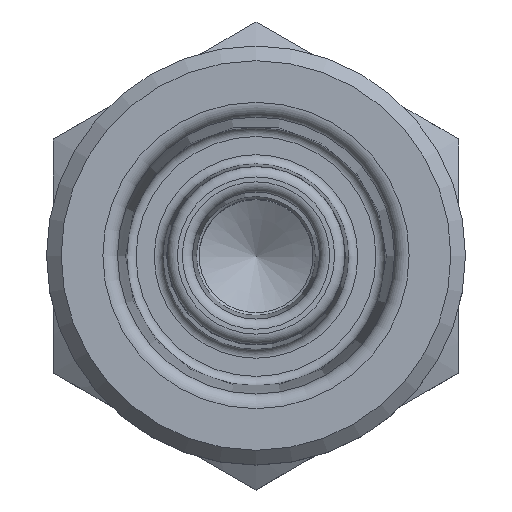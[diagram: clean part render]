
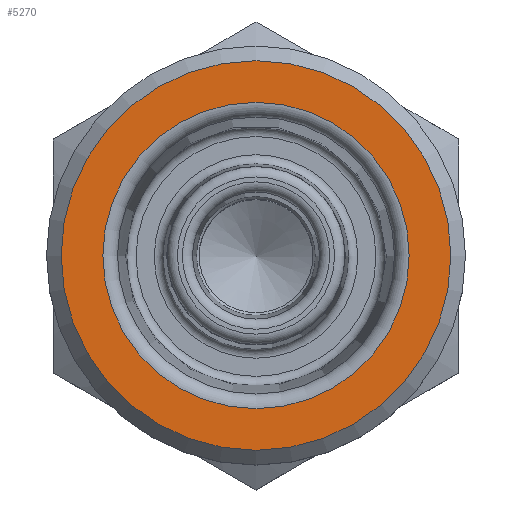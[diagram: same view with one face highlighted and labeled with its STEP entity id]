
A CAD part, top view. The second image highlights one B-rep face of the part: STEP entity #5270.
In plain terms, the highlighted planar face has unit normal (0, 0, 1).
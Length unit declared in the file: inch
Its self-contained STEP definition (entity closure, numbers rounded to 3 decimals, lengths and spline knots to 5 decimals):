
#134=FACE_BOUND('',#773,.T.);
#155=PLANE('',#5532);
#467=FACE_OUTER_BOUND('',#772,.T.);
#772=EDGE_LOOP('',(#4482));
#773=EDGE_LOOP('',(#4483));
#897=CIRCLE('',#5526,0.20836);
#902=CIRCLE('',#5533,0.265);
#2297=VERTEX_POINT('',#12876);
#2301=VERTEX_POINT('',#12888);
#3046=EDGE_CURVE('',#2297,#2297,#897,.T.);
#3052=EDGE_CURVE('',#2301,#2301,#902,.T.);
#4482=ORIENTED_EDGE('',*,*,#3052,.F.);
#4483=ORIENTED_EDGE('',*,*,#3046,.F.);
#5270=ADVANCED_FACE('',(#467,#134),#155,.T.);
#5526=AXIS2_PLACEMENT_3D('',#12877,#6152,#6153);
#5532=AXIS2_PLACEMENT_3D('',#12887,#6165,#6166);
#5533=AXIS2_PLACEMENT_3D('',#12889,#6167,#6168);
#6152=DIRECTION('center_axis',(0.,0.,1.));
#6153=DIRECTION('ref_axis',(1.,0.,0.));
#6165=DIRECTION('center_axis',(0.,0.,1.));
#6166=DIRECTION('ref_axis',(1.,0.,0.));
#6167=DIRECTION('center_axis',(0.,0.,-1.));
#6168=DIRECTION('ref_axis',(1.,0.,0.));
#12876=CARTESIAN_POINT('',(0.20836,0.,0.11));
#12877=CARTESIAN_POINT('Origin',(0.,0.,0.11));
#12887=CARTESIAN_POINT('Origin',(0.,0.,0.11));
#12888=CARTESIAN_POINT('',(-0.265,0.,0.11));
#12889=CARTESIAN_POINT('Origin',(0.,0.,0.11));
